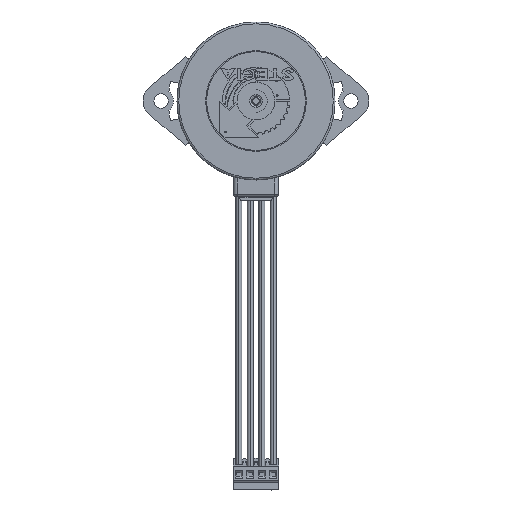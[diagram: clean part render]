
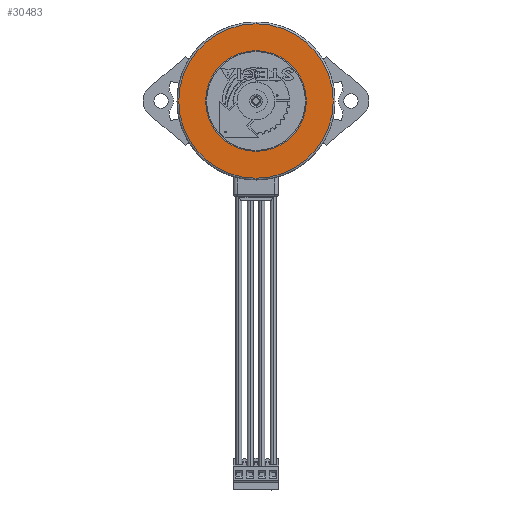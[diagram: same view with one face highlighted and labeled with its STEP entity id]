
A CAD part, front view. The second image highlights one B-rep face of the part: STEP entity #30483.
In plain terms, the highlighted planar face has unit normal (0, -1, 0).
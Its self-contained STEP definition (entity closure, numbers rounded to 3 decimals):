
#998 = VERTEX_POINT ( 'NONE', #29650 ) ;
#1610 = PLANE ( 'NONE',  #15350 ) ;
#1692 = CARTESIAN_POINT ( 'NONE',  ( 0., -14.75, 0. ) ) ;
#2567 = DIRECTION ( 'NONE',  ( 0., -1., 0. ) ) ;
#4369 = DIRECTION ( 'NONE',  ( 0., 1., 0. ) ) ;
#4440 = DIRECTION ( 'NONE',  ( 0., 0., -1. ) ) ;
#4643 = CARTESIAN_POINT ( 'NONE',  ( 0., -14.75, -11.15 ) ) ;
#5000 = CARTESIAN_POINT ( 'NONE',  ( 0., -14.75, 0. ) ) ;
#5836 = EDGE_LOOP ( 'NONE', ( #6555, #20075 ) ) ;
#5912 = ORIENTED_EDGE ( 'NONE', *, *, #10204, .T. ) ;
#6056 = CIRCLE ( 'NONE', #10196, 17.1 ) ;
#6368 = FACE_OUTER_BOUND ( 'NONE', #9797, .T. ) ;
#6555 = ORIENTED_EDGE ( 'NONE', *, *, #26128, .F. ) ;
#6804 = EDGE_CURVE ( 'NONE', #12839, #31706, #30803, .T. ) ;
#7741 = DIRECTION ( 'NONE',  ( 0., 0., 1. ) ) ;
#8527 = ORIENTED_EDGE ( 'NONE', *, *, #27382, .T. ) ;
#9797 = EDGE_LOOP ( 'NONE', ( #5912, #8527 ) ) ;
#10196 = AXIS2_PLACEMENT_3D ( 'NONE', #18940, #2567, #21638 ) ;
#10204 = EDGE_CURVE ( 'NONE', #12351, #998, #22846, .T. ) ;
#12351 = VERTEX_POINT ( 'NONE', #14237 ) ;
#12839 = VERTEX_POINT ( 'NONE', #29339 ) ;
#14237 = CARTESIAN_POINT ( 'NONE',  ( 0., -14.75, 17.1 ) ) ;
#15350 = AXIS2_PLACEMENT_3D ( 'NONE', #34237, #4369, #23434 ) ;
#15555 = AXIS2_PLACEMENT_3D ( 'NONE', #32024, #15756, #34729 ) ;
#15756 = DIRECTION ( 'NONE',  ( 0., -1., 0. ) ) ;
#18940 = CARTESIAN_POINT ( 'NONE',  ( 0., -14.75, 0. ) ) ;
#19154 = AXIS2_PLACEMENT_3D ( 'NONE', #5000, #24072, #7741 ) ;
#20075 = ORIENTED_EDGE ( 'NONE', *, *, #6804, .F. ) ;
#20795 = DIRECTION ( 'NONE',  ( 0., -1., 0. ) ) ;
#21638 = DIRECTION ( 'NONE',  ( 0., 0., 1. ) ) ;
#22846 = CIRCLE ( 'NONE', #19154, 17.1 ) ;
#23434 = DIRECTION ( 'NONE',  ( 0., 0., 1. ) ) ;
#24072 = DIRECTION ( 'NONE',  ( 0., -1., 0. ) ) ;
#26128 = EDGE_CURVE ( 'NONE', #31706, #12839, #31769, .T. ) ;
#27267 = FACE_BOUND ( 'NONE', #5836, .T. ) ;
#27382 = EDGE_CURVE ( 'NONE', #998, #12351, #6056, .T. ) ;
#29085 = AXIS2_PLACEMENT_3D ( 'NONE', #1692, #20795, #4440 ) ;
#29339 = CARTESIAN_POINT ( 'NONE',  ( 0., -14.75, 11.15 ) ) ;
#29650 = CARTESIAN_POINT ( 'NONE',  ( 0., -14.75, -17.1 ) ) ;
#30483 = ADVANCED_FACE ( 'NONE', ( #27267, #6368 ), #1610, .F. ) ;
#30803 = CIRCLE ( 'NONE', #15555, 11.15 ) ;
#31706 = VERTEX_POINT ( 'NONE', #4643 ) ;
#31769 = CIRCLE ( 'NONE', #29085, 11.15 ) ;
#32024 = CARTESIAN_POINT ( 'NONE',  ( 0., -14.75, 0. ) ) ;
#34237 = CARTESIAN_POINT ( 'NONE',  ( 0., -14.75, 0. ) ) ;
#34729 = DIRECTION ( 'NONE',  ( 0., 0., -1. ) ) ;
